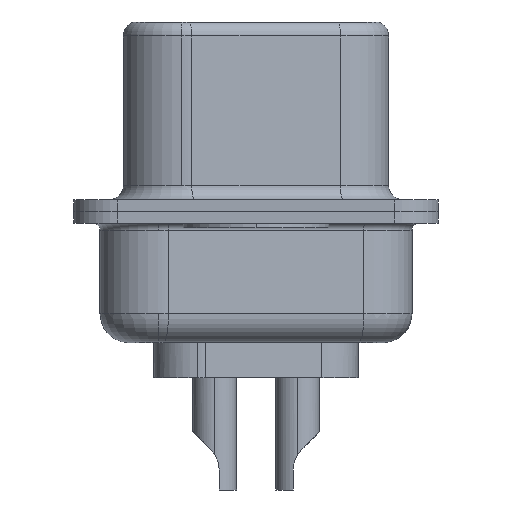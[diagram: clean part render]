
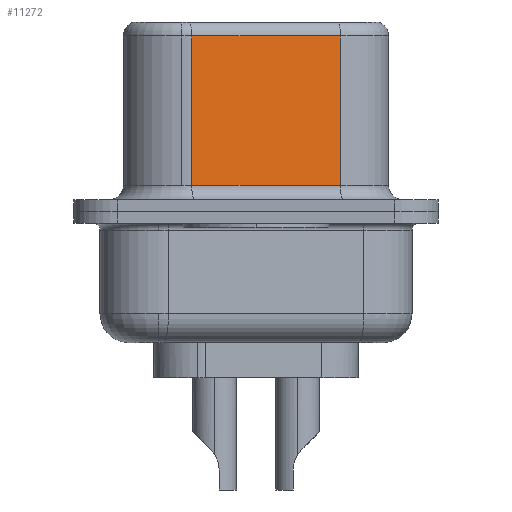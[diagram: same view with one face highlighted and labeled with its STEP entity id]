
A CAD part, left-side view. The second image highlights one B-rep face of the part: STEP entity #11272.
In plain terms, the highlighted planar face has unit normal (-0.985, -0.174, 0).
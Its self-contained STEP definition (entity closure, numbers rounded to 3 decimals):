
#741 = LINE ( 'NONE', #4600, #8850 ) ;
#1090 = LINE ( 'NONE', #3043, #5359 ) ;
#1331 = ORIENTED_EDGE ( 'NONE', *, *, #11862, .T. ) ;
#1441 = AXIS2_PLACEMENT_3D ( 'NONE', #4171, #4113, #10648 ) ;
#1442 = DIRECTION ( 'NONE',  ( 0.174, -0.985, 0. ) ) ;
#2155 = PLANE ( 'NONE',  #1441 ) ;
#3043 = CARTESIAN_POINT ( 'NONE',  ( 3.68, 2.203, 6.52 ) ) ;
#3145 = CARTESIAN_POINT ( 'NONE',  ( 3.68, 2.203, 6.02 ) ) ;
#3737 = CARTESIAN_POINT ( 'NONE',  ( 4.58, -2.897, 0.9 ) ) ;
#4113 = DIRECTION ( 'NONE',  ( 0.985, 0.174, 0. ) ) ;
#4171 = CARTESIAN_POINT ( 'NONE',  ( 4.58, -2.897, 6.52 ) ) ;
#4412 = CARTESIAN_POINT ( 'NONE',  ( 4.58, -2.897, 6.02 ) ) ;
#4600 = CARTESIAN_POINT ( 'NONE',  ( 4.58, -2.897, 6.52 ) ) ;
#5359 = VECTOR ( 'NONE', #6749, 1000. ) ;
#5412 = LINE ( 'NONE', #4412, #10064 ) ;
#5493 = CARTESIAN_POINT ( 'NONE',  ( 4.58, -2.897, 6.02 ) ) ;
#5807 = FACE_OUTER_BOUND ( 'NONE', #6312, .T. ) ;
#6312 = EDGE_LOOP ( 'NONE', ( #11531, #1331, #11833, #7790 ) ) ;
#6382 = EDGE_CURVE ( 'NONE', #11781, #11608, #1090, .T. ) ;
#6749 = DIRECTION ( 'NONE',  ( 0., 0., -1. ) ) ;
#6807 = LINE ( 'NONE', #7686, #10261 ) ;
#7686 = CARTESIAN_POINT ( 'NONE',  ( 4.58, -2.897, 0.9 ) ) ;
#7790 = ORIENTED_EDGE ( 'NONE', *, *, #9988, .T. ) ;
#8427 = DIRECTION ( 'NONE',  ( 0., 0., -1. ) ) ;
#8507 = CARTESIAN_POINT ( 'NONE',  ( 3.68, 2.203, 0.9 ) ) ;
#8850 = VECTOR ( 'NONE', #8427, 1000. ) ;
#9988 = EDGE_CURVE ( 'NONE', #11608, #11147, #6807, .T. ) ;
#10064 = VECTOR ( 'NONE', #10892, 1000. ) ;
#10223 = EDGE_CURVE ( 'NONE', #11640, #11147, #741, .T. ) ;
#10261 = VECTOR ( 'NONE', #1442, 1000. ) ;
#10648 = DIRECTION ( 'NONE',  ( -0.174, 0.985, 0. ) ) ;
#10892 = DIRECTION ( 'NONE',  ( -0.174, 0.985, 0. ) ) ;
#11147 = VERTEX_POINT ( 'NONE', #3737 ) ;
#11272 = ADVANCED_FACE ( 'NONE', ( #5807 ), #2155, .F. ) ;
#11531 = ORIENTED_EDGE ( 'NONE', *, *, #10223, .F. ) ;
#11608 = VERTEX_POINT ( 'NONE', #8507 ) ;
#11640 = VERTEX_POINT ( 'NONE', #5493 ) ;
#11781 = VERTEX_POINT ( 'NONE', #3145 ) ;
#11833 = ORIENTED_EDGE ( 'NONE', *, *, #6382, .T. ) ;
#11862 = EDGE_CURVE ( 'NONE', #11640, #11781, #5412, .T. ) ;
